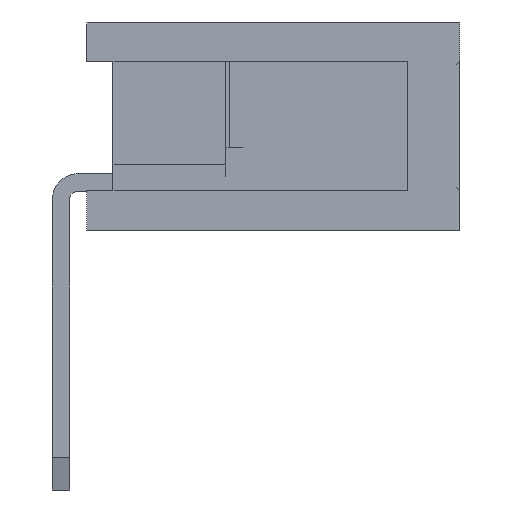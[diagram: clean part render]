
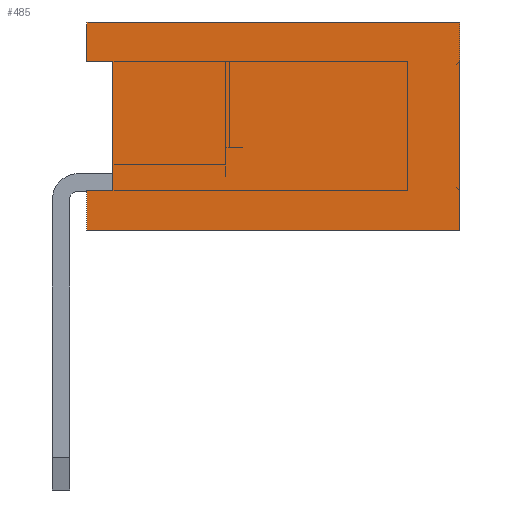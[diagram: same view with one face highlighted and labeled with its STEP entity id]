
A CAD part, left-side view. The second image highlights one B-rep face of the part: STEP entity #485.
In plain terms, the highlighted planar face has unit normal (-1, 0, 0).
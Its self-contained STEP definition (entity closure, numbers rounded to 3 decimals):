
#485=ADVANCED_FACE('',(#21619),#21621,.T.);
#21619=FACE_BOUND('',#21620,.T.);
#21620=EDGE_LOOP('',(#38477,#38478,#38479,#38480,#38481,#38482,#38483,#38484));
#21621=PLANE('',#21622);
#21622=AXIS2_PLACEMENT_3D('',#21623,#21624,#21625);
#21623=CARTESIAN_POINT('',(-1.,-4.6,0.));
#21624=DIRECTION('',(-1.,0.,0.));
#21625=DIRECTION('',(0.,0.,1.));
#38477=ORIENTED_EDGE('',*,*,#51101,.T.);
#38478=ORIENTED_EDGE('',*,*,#51257,.T.);
#38479=ORIENTED_EDGE('',*,*,#50950,.T.);
#38480=ORIENTED_EDGE('',*,*,#51256,.F.);
#38481=ORIENTED_EDGE('',*,*,#51258,.F.);
#38482=ORIENTED_EDGE('',*,*,#51259,.T.);
#38483=ORIENTED_EDGE('',*,*,#51260,.T.);
#38484=ORIENTED_EDGE('',*,*,#51251,.F.);
#50950=EDGE_CURVE('',#57348,#57345,#57349,.F.);
#51101=EDGE_CURVE('',#57650,#57648,#57651,.F.);
#51251=EDGE_CURVE('',#57650,#57943,#57944,.T.);
#51256=EDGE_CURVE('',#57950,#57345,#57952,.T.);
#51257=EDGE_CURVE('',#57648,#57348,#57953,.T.);
#51258=EDGE_CURVE('',#57954,#57950,#57955,.T.);
#51259=EDGE_CURVE('',#57954,#57956,#57957,.T.);
#51260=EDGE_CURVE('',#57956,#57943,#57958,.T.);
#57345=VERTEX_POINT('',#67861);
#57348=VERTEX_POINT('',#67866);
#57349=LINE('',#67867,#67868);
#57648=VERTEX_POINT('',#68466);
#57650=VERTEX_POINT('',#68470);
#57651=LINE('',#68471,#68472);
#57943=VERTEX_POINT('',#69063);
#57944=LINE('',#69064,#69065);
#57950=VERTEX_POINT('',#69078);
#57952=LINE('',#69082,#69083);
#57953=LINE('',#69085,#69086);
#57954=VERTEX_POINT('',#69088);
#57955=LINE('',#69089,#69090);
#57956=VERTEX_POINT('',#69092);
#57957=LINE('',#69093,#69094);
#57958=LINE('',#69096,#69097);
#67861=CARTESIAN_POINT('',(-1.,-0.3,0.45));
#67866=CARTESIAN_POINT('',(-1.,-0.6,0.45));
#67867=CARTESIAN_POINT('',(-1.,-0.3,0.45));
#67868=VECTOR('',#67869,1.);
#67869=DIRECTION('',(0.,-1.,0.));
#68466=CARTESIAN_POINT('',(-1.,-0.6,1.95));
#68470=CARTESIAN_POINT('',(-1.,-0.3,1.95));
#68471=CARTESIAN_POINT('',(-1.,-0.6,1.95));
#68472=VECTOR('',#68473,1.);
#68473=DIRECTION('',(0.,1.,0.));
#69063=CARTESIAN_POINT('',(-1.,-0.3,2.4));
#69064=CARTESIAN_POINT('',(-1.,-0.3,1.95));
#69065=VECTOR('',#69066,1.);
#69066=DIRECTION('',(0.,0.,1.));
#69078=CARTESIAN_POINT('',(-1.,-0.3,0.));
#69082=CARTESIAN_POINT('',(-1.,-0.3,0.));
#69083=VECTOR('',#69084,1.);
#69084=DIRECTION('',(0.,0.,1.));
#69085=CARTESIAN_POINT('',(-1.,-0.6,1.95));
#69086=VECTOR('',#69087,1.);
#69087=DIRECTION('',(0.,0.,-1.));
#69088=CARTESIAN_POINT('',(-1.,-4.6,0.));
#69089=CARTESIAN_POINT('',(-1.,-4.6,0.));
#69090=VECTOR('',#69091,1.);
#69091=DIRECTION('',(0.,1.,0.));
#69092=CARTESIAN_POINT('',(-1.,-4.6,2.4));
#69093=CARTESIAN_POINT('',(-1.,-4.6,0.));
#69094=VECTOR('',#69095,1.);
#69095=DIRECTION('',(0.,0.,1.));
#69096=CARTESIAN_POINT('',(-1.,-4.6,2.4));
#69097=VECTOR('',#69098,1.);
#69098=DIRECTION('',(0.,1.,0.));
